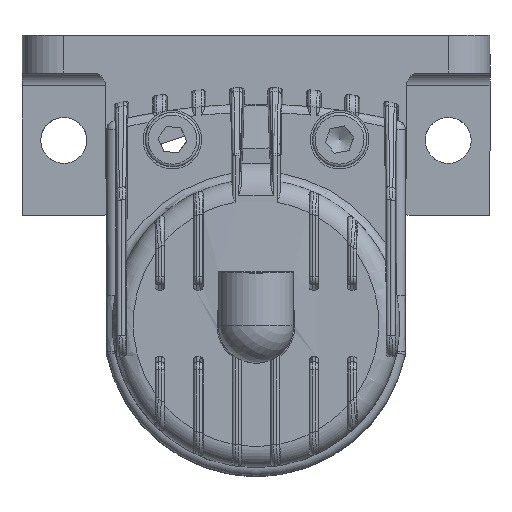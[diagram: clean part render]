
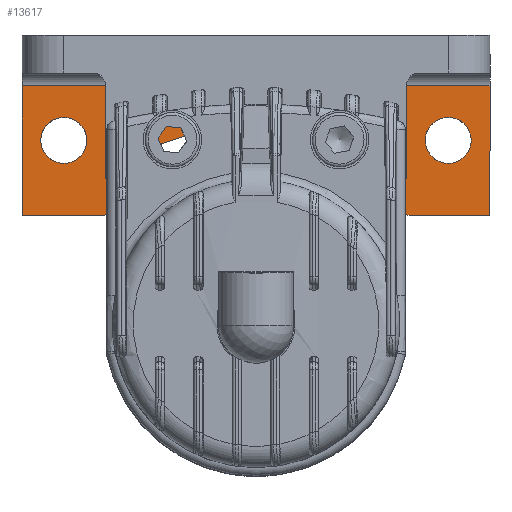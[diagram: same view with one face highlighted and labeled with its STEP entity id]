
A CAD part, top view. The second image highlights one B-rep face of the part: STEP entity #13617.
In plain terms, the highlighted planar face has unit normal (0, 0.018, -1).
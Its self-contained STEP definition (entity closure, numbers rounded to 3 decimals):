
#5505=CARTESIAN_POINT('',(-51.5,136.,-60.194));
#5506=VERTEX_POINT('',#5505);
#5507=CARTESIAN_POINT('',(-46.,136.,-60.194));
#5508=DIRECTION('',(0.,-0.017,1.));
#5509=DIRECTION('',(0.,-1.,-0.017));
#5510=AXIS2_PLACEMENT_3D('',#5507,#5508,#5509);
#5511=ELLIPSE('',#5510,5.501,5.5);
#5512=EDGE_CURVE('',#5506,#5506,#5511,.T.);
#5533=CARTESIAN_POINT('',(40.5,136.,-60.194));
#5534=VERTEX_POINT('',#5533);
#5535=CARTESIAN_POINT('',(46.,136.,-60.194));
#5536=DIRECTION('',(0.,-0.017,1.));
#5537=DIRECTION('',(0.,-1.,-0.017));
#5538=AXIS2_PLACEMENT_3D('',#5535,#5536,#5537);
#5539=ELLIPSE('',#5538,5.501,5.5);
#5540=EDGE_CURVE('',#5534,#5534,#5539,.T.);
#13242=CARTESIAN_POINT('',(35.0,130.28,-60.294));
#13243=VERTEX_POINT('',#13242);
#13250=CARTESIAN_POINT('',(35.,120.,-60.473));
#13251=VERTEX_POINT('',#13250);
#13252=CARTESIAN_POINT('',(35.,120.,-60.473));
#13253=DIRECTION('',(0.0,1.,0.017));
#13254=VECTOR('',#13253,10.282);
#13255=LINE('',#13252,#13254);
#13256=EDGE_CURVE('',#13251,#13243,#13255,.T.);
#13280=CARTESIAN_POINT('',(34.317,131.228,-60.277));
#13281=VERTEX_POINT('',#13280);
#13290=CARTESIAN_POINT('',(34.,130.28,-60.294));
#13291=DIRECTION('',(0.,0.017,-1.));
#13292=DIRECTION('',(0.0,1.,0.017));
#13293=AXIS2_PLACEMENT_3D('',#13290,#13291,#13292);
#13294=ELLIPSE('',#13293,1.,1.);
#13295=EDGE_CURVE('',#13281,#13243,#13294,.T.);
#13322=CARTESIAN_POINT('',(3.173,141.649,-60.095));
#13323=VERTEX_POINT('',#13322);
#13330=CARTESIAN_POINT('',(34.317,131.228,-60.277));
#13331=DIRECTION('',(-0.948,0.317,0.006));
#13332=VECTOR('',#13331,32.842);
#13333=LINE('',#13330,#13332);
#13334=EDGE_CURVE('',#13281,#13323,#13333,.T.);
#13353=CARTESIAN_POINT('',(-3.173,141.649,-60.095));
#13354=VERTEX_POINT('',#13353);
#13361=CARTESIAN_POINT('',(0.,132.169,-60.261));
#13362=DIRECTION('',(0.,-0.017,1.));
#13363=DIRECTION('',(-0.317,0.948,0.017));
#13364=AXIS2_PLACEMENT_3D('',#13361,#13362,#13363);
#13365=CIRCLE('',#13364,9.999);
#13366=EDGE_CURVE('',#13323,#13354,#13365,.T.);
#13379=CARTESIAN_POINT('',(-34.317,131.228,-60.277));
#13380=VERTEX_POINT('',#13379);
#13387=CARTESIAN_POINT('',(-3.173,141.649,-60.095));
#13388=DIRECTION('',(-0.948,-0.317,-0.006));
#13389=VECTOR('',#13388,32.842);
#13390=LINE('',#13387,#13389);
#13391=EDGE_CURVE('',#13354,#13380,#13390,.T.);
#13408=CARTESIAN_POINT('',(-35.,130.28,-60.294));
#13409=VERTEX_POINT('',#13408);
#13418=CARTESIAN_POINT('',(-34.,130.28,-60.294));
#13419=DIRECTION('',(0.,0.017,-1.));
#13420=DIRECTION('',(0.0,1.,0.017));
#13421=AXIS2_PLACEMENT_3D('',#13418,#13419,#13420);
#13422=ELLIPSE('',#13421,1.,1.);
#13423=EDGE_CURVE('',#13409,#13380,#13422,.T.);
#13450=CARTESIAN_POINT('',(-35.,120.,-60.473));
#13451=VERTEX_POINT('',#13450);
#13458=CARTESIAN_POINT('',(-35.,130.28,-60.294));
#13459=DIRECTION('',(0.0,-1.,-0.017));
#13460=VECTOR('',#13459,10.282);
#13461=LINE('',#13458,#13460);
#13462=EDGE_CURVE('',#13409,#13451,#13461,.T.);
#13481=CARTESIAN_POINT('',(-37.,118.,-60.508));
#13482=VERTEX_POINT('',#13481);
#13489=CARTESIAN_POINT('',(-37.,120.,-60.473));
#13490=DIRECTION('',(0.,0.017,-1.));
#13491=DIRECTION('',(0.,1.,0.017));
#13492=AXIS2_PLACEMENT_3D('',#13489,#13490,#13491);
#13493=ELLIPSE('',#13492,2.,2.);
#13494=EDGE_CURVE('',#13451,#13482,#13493,.T.);
#13505=CARTESIAN_POINT('',(-56.,118.,-60.508));
#13506=VERTEX_POINT('',#13505);
#13507=CARTESIAN_POINT('',(-37.,118.,-60.508));
#13508=DIRECTION('',(-1.0,0.0,0.0));
#13509=VECTOR('',#13508,19.);
#13510=LINE('',#13507,#13509);
#13511=EDGE_CURVE('',#13482,#13506,#13510,.T.);
#13546=CARTESIAN_POINT('',(37.,118.,-60.508));
#13547=VERTEX_POINT('',#13546);
#13548=CARTESIAN_POINT('',(37.,120.,-60.473));
#13549=DIRECTION('',(0.,0.017,-1.));
#13550=DIRECTION('',(0.,1.,0.017));
#13551=AXIS2_PLACEMENT_3D('',#13548,#13549,#13550);
#13552=ELLIPSE('',#13551,2.,2.);
#13553=EDGE_CURVE('',#13547,#13251,#13552,.T.);
#13564=CARTESIAN_POINT('',(-75.,118.,-60.508));
#13565=DIRECTION('',(0.,0.017,-1.));
#13566=DIRECTION('',(-1.0,0.0,0.0));
#13567=AXIS2_PLACEMENT_3D('',#13564,#13565,#13566);
#13568=PLANE('',#13567);
#13569=CARTESIAN_POINT('',(56.,149.052,-59.966));
#13570=VERTEX_POINT('',#13569);
#13571=CARTESIAN_POINT('',(-56.,149.052,-59.966));
#13572=VERTEX_POINT('',#13571);
#13573=CARTESIAN_POINT('',(56.,149.052,-59.966));
#13574=DIRECTION('',(-1.0,0.0,0.0));
#13575=VECTOR('',#13574,112.);
#13576=LINE('',#13573,#13575);
#13577=EDGE_CURVE('',#13570,#13572,#13576,.T.);
#13578=ORIENTED_EDGE('',*,*,#13577,.F.);
#13579=CARTESIAN_POINT('',(56.,118.,-60.508));
#13580=VERTEX_POINT('',#13579);
#13581=CARTESIAN_POINT('',(56.,118.,-60.508));
#13582=DIRECTION('',(0.0,1.,0.017));
#13583=VECTOR('',#13582,31.057);
#13584=LINE('',#13581,#13583);
#13585=EDGE_CURVE('',#13580,#13570,#13584,.T.);
#13586=ORIENTED_EDGE('',*,*,#13585,.F.);
#13587=CARTESIAN_POINT('',(56.,118.,-60.508));
#13588=DIRECTION('',(-1.0,0.0,0.0));
#13589=VECTOR('',#13588,19.);
#13590=LINE('',#13587,#13589);
#13591=EDGE_CURVE('',#13580,#13547,#13590,.T.);
#13592=ORIENTED_EDGE('',*,*,#13591,.T.);
#13593=ORIENTED_EDGE('',*,*,#13553,.T.);
#13594=ORIENTED_EDGE('',*,*,#13256,.T.);
#13595=ORIENTED_EDGE('',*,*,#13295,.F.);
#13596=ORIENTED_EDGE('',*,*,#13334,.T.);
#13597=ORIENTED_EDGE('',*,*,#13366,.T.);
#13598=ORIENTED_EDGE('',*,*,#13391,.T.);
#13599=ORIENTED_EDGE('',*,*,#13423,.F.);
#13600=ORIENTED_EDGE('',*,*,#13462,.T.);
#13601=ORIENTED_EDGE('',*,*,#13494,.T.);
#13602=ORIENTED_EDGE('',*,*,#13511,.T.);
#13603=CARTESIAN_POINT('',(-56.,149.052,-59.966));
#13604=DIRECTION('',(0.0,-1.,-0.017));
#13605=VECTOR('',#13604,31.057);
#13606=LINE('',#13603,#13605);
#13607=EDGE_CURVE('',#13572,#13506,#13606,.T.);
#13608=ORIENTED_EDGE('',*,*,#13607,.F.);
#13609=EDGE_LOOP('',(#13578,#13586,#13592,#13593,#13594,#13595,#13596,#13597,#13598,#13599,#13600,#13601,#13602,#13608));
#13610=FACE_OUTER_BOUND('',#13609,.T.);
#13611=ORIENTED_EDGE('',*,*,#5512,.T.);
#13612=EDGE_LOOP('',(#13611));
#13613=FACE_BOUND('',#13612,.T.);
#13614=ORIENTED_EDGE('',*,*,#5540,.T.);
#13615=EDGE_LOOP('',(#13614));
#13616=FACE_BOUND('',#13615,.T.);
#13617=ADVANCED_FACE('',(#13610,#13613,#13616),#13568,.T.);
